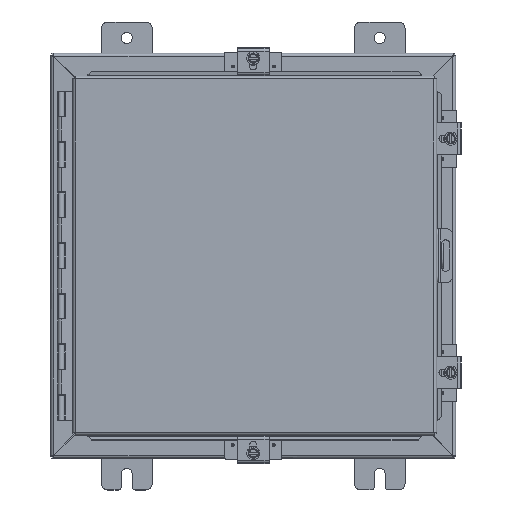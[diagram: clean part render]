
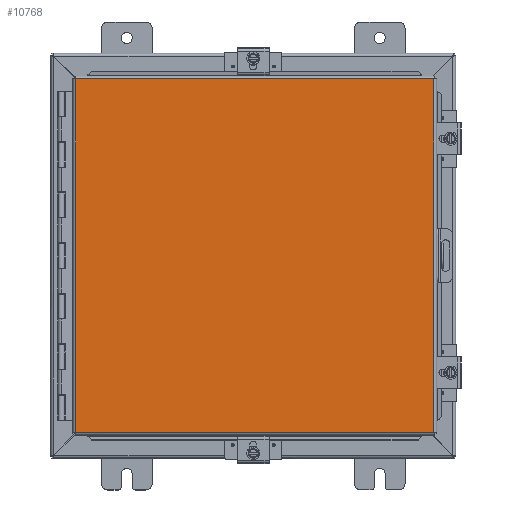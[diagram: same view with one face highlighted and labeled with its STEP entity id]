
A CAD part, top view. The second image highlights one B-rep face of the part: STEP entity #10768.
In plain terms, the highlighted face is planar.
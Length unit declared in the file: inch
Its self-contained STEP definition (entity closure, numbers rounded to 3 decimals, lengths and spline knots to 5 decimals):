
#1437 = VECTOR ( 'NONE', #21476, 39.37008 ) ;
#2972 = ORIENTED_EDGE ( 'NONE', *, *, #35486, .T. ) ;
#4420 = VECTOR ( 'NONE', #21759, 39.37008 ) ;
#4473 = AXIS2_PLACEMENT_3D ( 'NONE', #11801, #11711, #11554 ) ;
#5289 = VECTOR ( 'NONE', #32976, 39.37008 ) ;
#5697 = VERTEX_POINT ( 'NONE', #14246 ) ;
#5747 = VERTEX_POINT ( 'NONE', #6111 ) ;
#6111 = CARTESIAN_POINT ( 'NONE',  ( 7.08225, 6.9885, 0. ) ) ;
#7258 = VERTEX_POINT ( 'NONE', #33249 ) ;
#9896 = CARTESIAN_POINT ( 'NONE',  ( 3.54113, -6.9885, 0. ) ) ;
#10768 = ADVANCED_FACE ( 'NONE', ( #35804 ), #13344, .F. ) ;
#11554 = DIRECTION ( 'NONE',  ( 1., 0., 0. ) ) ;
#11711 = DIRECTION ( 'NONE',  ( 0., 0., 1. ) ) ;
#11717 = LINE ( 'NONE', #30129, #5289 ) ;
#11801 = CARTESIAN_POINT ( 'NONE',  ( 0., 0., 0. ) ) ;
#13344 = PLANE ( 'NONE',  #4473 ) ;
#14126 = ORIENTED_EDGE ( 'NONE', *, *, #35506, .T. ) ;
#14246 = CARTESIAN_POINT ( 'NONE',  ( -7.08225, -6.9885, 0. ) ) ;
#15557 = VERTEX_POINT ( 'NONE', #23920 ) ;
#16073 = LINE ( 'NONE', #9896, #23488 ) ;
#18689 = CARTESIAN_POINT ( 'NONE',  ( -7.08225, -3.49425, 0. ) ) ;
#19331 = ORIENTED_EDGE ( 'NONE', *, *, #21744, .T. ) ;
#19820 = EDGE_CURVE ( 'NONE', #5697, #7258, #30865, .T. ) ;
#21476 = DIRECTION ( 'NONE',  ( 0., 1., 0. ) ) ;
#21744 = EDGE_CURVE ( 'NONE', #15557, #5697, #16073, .T. ) ;
#21759 = DIRECTION ( 'NONE',  ( 0., -1., 0. ) ) ;
#23488 = VECTOR ( 'NONE', #26465, 39.37008 ) ;
#23920 = CARTESIAN_POINT ( 'NONE',  ( 7.08225, -6.9885, 0. ) ) ;
#24562 = CARTESIAN_POINT ( 'NONE',  ( 7.08225, 3.49425, 0. ) ) ;
#26465 = DIRECTION ( 'NONE',  ( -1., 0., 0. ) ) ;
#30129 = CARTESIAN_POINT ( 'NONE',  ( -3.59375, 6.9885, 0. ) ) ;
#30865 = LINE ( 'NONE', #18689, #1437 ) ;
#32976 = DIRECTION ( 'NONE',  ( 1., 0., 0. ) ) ;
#33249 = CARTESIAN_POINT ( 'NONE',  ( -7.08225, 6.9885, 0. ) ) ;
#33709 = ORIENTED_EDGE ( 'NONE', *, *, #19820, .T. ) ;
#33893 = LINE ( 'NONE', #24562, #4420 ) ;
#35188 = EDGE_LOOP ( 'NONE', ( #33709, #14126, #2972, #19331 ) ) ;
#35486 = EDGE_CURVE ( 'NONE', #5747, #15557, #33893, .T. ) ;
#35506 = EDGE_CURVE ( 'NONE', #7258, #5747, #11717, .T. ) ;
#35804 = FACE_OUTER_BOUND ( 'NONE', #35188, .T. ) ;
